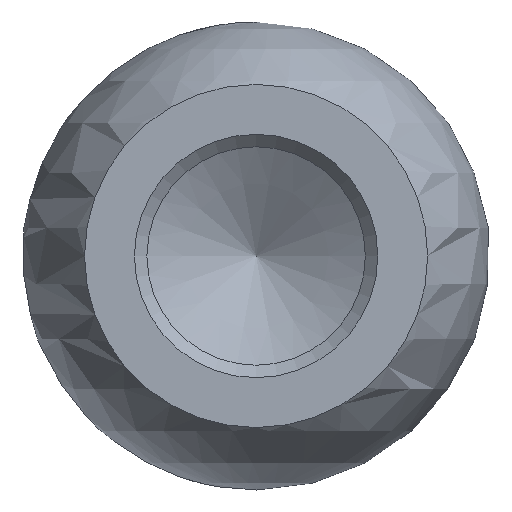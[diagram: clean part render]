
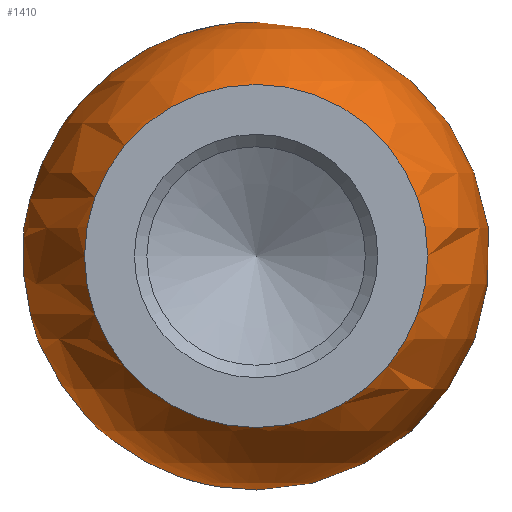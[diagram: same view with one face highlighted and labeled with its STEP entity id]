
A CAD part, left-side view. The second image highlights one B-rep face of the part: STEP entity #1410.
In plain terms, the highlighted spherical face has radius 15 mm.
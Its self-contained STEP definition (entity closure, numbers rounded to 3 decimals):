
#107 = EDGE_LOOP ( 'NONE', ( #390 ) ) ;
#383 = VERTEX_POINT ( 'NONE', #1961 ) ;
#390 = ORIENTED_EDGE ( 'NONE', *, *, #1578, .F. ) ;
#435 = DIRECTION ( 'NONE',  ( -1., 0., 0. ) ) ;
#489 = ORIENTED_EDGE ( 'NONE', *, *, #1058, .F. ) ;
#589 = DIRECTION ( 'NONE',  ( 0., -1., 0. ) ) ;
#1007 = DIRECTION ( 'NONE',  ( 0., 0., 1. ) ) ;
#1058 = EDGE_CURVE ( 'NONE', #1731, #1731, #1244, .T. ) ;
#1130 = EDGE_LOOP ( 'NONE', ( #489 ) ) ;
#1220 = CARTESIAN_POINT ( 'NONE',  ( -10.198, 0., 0. ) ) ;
#1226 = SPHERICAL_SURFACE ( 'NONE', #1728, 15. ) ;
#1244 = CIRCLE ( 'NONE', #1385, 11. ) ;
#1345 = FACE_OUTER_BOUND ( 'NONE', #107, .T. ) ;
#1385 = AXIS2_PLACEMENT_3D ( 'NONE', #1220, #435, #589 ) ;
#1410 = ADVANCED_FACE ( 'NONE', ( #1345, #1811 ), #1226, .T. ) ;
#1434 = DIRECTION ( 'NONE',  ( 1., 0., 0. ) ) ;
#1455 = CARTESIAN_POINT ( 'NONE',  ( -10.198, -11., 0. ) ) ;
#1553 = CARTESIAN_POINT ( 'NONE',  ( 0., 0., 0. ) ) ;
#1578 = EDGE_CURVE ( 'NONE', #383, #383, #1952, .T. ) ;
#1687 = DIRECTION ( 'NONE',  ( 0., -1., 0. ) ) ;
#1728 = AXIS2_PLACEMENT_3D ( 'NONE', #1553, #1844, #1687 ) ;
#1731 = VERTEX_POINT ( 'NONE', #1455 ) ;
#1754 = CARTESIAN_POINT ( 'NONE',  ( 8.141, 0., 0. ) ) ;
#1802 = AXIS2_PLACEMENT_3D ( 'NONE', #1754, #1434, #1007 ) ;
#1811 = FACE_OUTER_BOUND ( 'NONE', #1130, .T. ) ;
#1844 = DIRECTION ( 'NONE',  ( 0., 0., 1. ) ) ;
#1952 = CIRCLE ( 'NONE', #1802, 12.599 ) ;
#1961 = CARTESIAN_POINT ( 'NONE',  ( 8.141, 0., 12.599 ) ) ;
